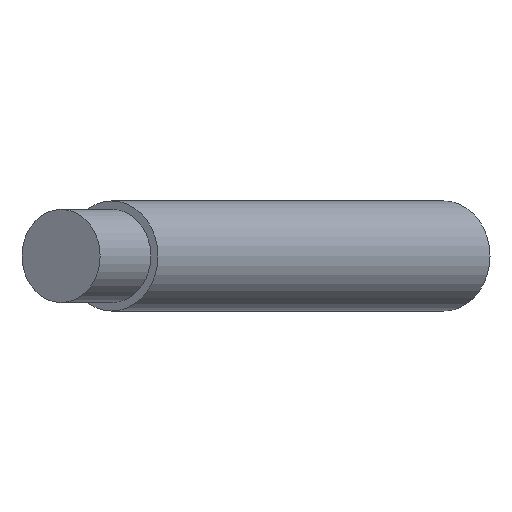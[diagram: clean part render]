
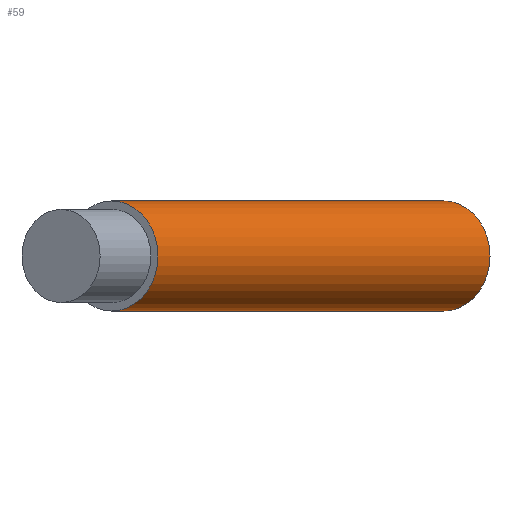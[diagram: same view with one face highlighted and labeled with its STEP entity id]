
A CAD part, left-side view. The second image highlights one B-rep face of the part: STEP entity #59.
In plain terms, the highlighted cylindrical face has radius 6.5 mm (diameter 13 mm), a full revolution.
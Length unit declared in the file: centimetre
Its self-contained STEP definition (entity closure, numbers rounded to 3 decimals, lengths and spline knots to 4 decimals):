
#21=FACE_BOUND('',#30,.T.);
#24=FACE_OUTER_BOUND('',#29,.T.);
#29=EDGE_LOOP('',(#49));
#30=EDGE_LOOP('',(#50));
#37=CIRCLE('',#67,0.65);
#38=CIRCLE('',#68,0.65);
#41=VERTEX_POINT('',#97);
#42=VERTEX_POINT('',#99);
#45=EDGE_CURVE('',#41,#41,#37,.T.);
#46=EDGE_CURVE('',#42,#42,#38,.T.);
#49=ORIENTED_EDGE('',*,*,#45,.T.);
#50=ORIENTED_EDGE('',*,*,#46,.T.);
#57=CYLINDRICAL_SURFACE('',#66,0.65);
#59=ADVANCED_FACE('',(#24,#21),#57,.T.);
#66=AXIS2_PLACEMENT_3D('',#96,#77,#78);
#67=AXIS2_PLACEMENT_3D('',#98,#79,#80);
#68=AXIS2_PLACEMENT_3D('',#100,#81,#82);
#77=DIRECTION('center_axis',(-0.839,0.545,0.));
#78=DIRECTION('ref_axis',(-0.545,-0.839,0.));
#79=DIRECTION('center_axis',(-0.839,0.545,0.));
#80=DIRECTION('ref_axis',(-0.545,-0.839,0.));
#81=DIRECTION('center_axis',(0.839,-0.545,0.));
#82=DIRECTION('ref_axis',(-0.545,-0.839,0.));
#96=CARTESIAN_POINT('Origin',(3.3211,-2.1568,0.));
#97=CARTESIAN_POINT('',(3.3732,-1.4156,0.));
#98=CARTESIAN_POINT('Origin',(3.0192,-1.9607,0.));
#99=CARTESIAN_POINT('',(-2.6652,2.5058,0.));
#100=CARTESIAN_POINT('Origin',(-3.0192,1.9607,0.));
